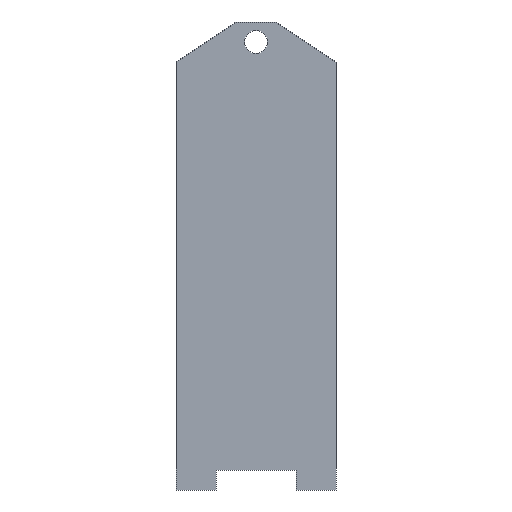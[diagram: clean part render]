
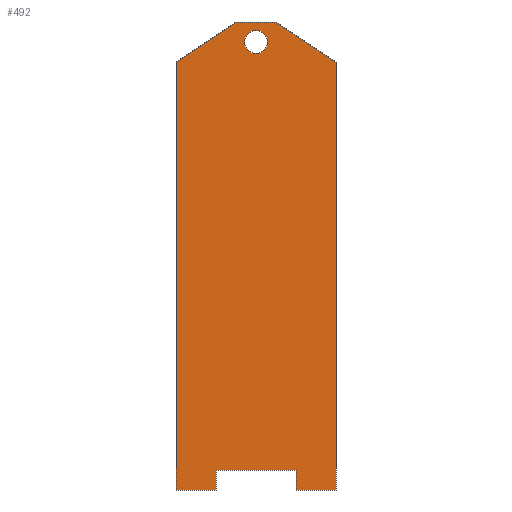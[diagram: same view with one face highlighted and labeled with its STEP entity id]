
A CAD part, left-side view. The second image highlights one B-rep face of the part: STEP entity #492.
In plain terms, the highlighted planar face has unit normal (-1, 0, 0).
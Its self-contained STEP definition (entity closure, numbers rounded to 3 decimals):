
#36=CARTESIAN_POINT('Line Origine',(-2.,-25.4,-1.588)) ;
#40=CARTESIAN_POINT('Vertex',(-2.,-25.4,0.)) ;
#42=CARTESIAN_POINT('Vertex',(-2.,-25.4,-3.175)) ;
#76=CARTESIAN_POINT('Line Origine',(-2.,-22.225,-3.175)) ;
#80=CARTESIAN_POINT('Vertex',(-2.,-19.05,-3.175)) ;
#107=CARTESIAN_POINT('Line Origine',(-2.,-19.05,-1.588)) ;
#111=CARTESIAN_POINT('Vertex',(-2.,-19.05,0.)) ;
#138=CARTESIAN_POINT('Line Origine',(-2.,-12.7,0.)) ;
#142=CARTESIAN_POINT('Vertex',(-2.,-6.35,0.)) ;
#169=CARTESIAN_POINT('Line Origine',(-2.,-6.35,-1.588)) ;
#173=CARTESIAN_POINT('Vertex',(-2.,-6.35,-3.175)) ;
#195=CARTESIAN_POINT('Line Origine',(-2.,-3.175,-3.175)) ;
#199=CARTESIAN_POINT('Vertex',(-2.,0.,-3.175)) ;
#226=CARTESIAN_POINT('Line Origine',(-2.,0.,-1.588)) ;
#230=CARTESIAN_POINT('Vertex',(-2.,0.,0.)) ;
#252=CARTESIAN_POINT('Line Origine',(-2.,0.,32.385)) ;
#256=CARTESIAN_POINT('Vertex',(-2.,0.,64.77)) ;
#283=CARTESIAN_POINT('Line Origine',(-2.,-4.763,67.945)) ;
#287=CARTESIAN_POINT('Vertex',(-2.,-9.525,71.12)) ;
#314=CARTESIAN_POINT('Line Origine',(-2.,-12.7,71.12)) ;
#318=CARTESIAN_POINT('Vertex',(-2.,-15.875,71.12)) ;
#345=CARTESIAN_POINT('Line Origine',(-2.,-20.638,67.945)) ;
#349=CARTESIAN_POINT('Vertex',(-2.,-25.4,64.77)) ;
#371=CARTESIAN_POINT('Line Origine',(-2.,-25.4,32.385)) ;
#399=CARTESIAN_POINT('Vertex',(-2.,-14.529,67.945)) ;
#413=CARTESIAN_POINT('Vertex',(-2.,-10.871,67.945)) ;
#416=CARTESIAN_POINT('Axis2P3D Location',(-2.,-12.7,67.945)) ;
#433=CARTESIAN_POINT('Axis2P3D Location',(-2.,-12.7,67.945)) ;
#469=CARTESIAN_POINT('Axis2P3D Location',(-2.,0.,0.)) ;
#38=VECTOR('Line Direction',#37,1.) ;
#78=VECTOR('Line Direction',#77,1.) ;
#109=VECTOR('Line Direction',#108,1.) ;
#140=VECTOR('Line Direction',#139,1.) ;
#171=VECTOR('Line Direction',#170,1.) ;
#197=VECTOR('Line Direction',#196,1.) ;
#228=VECTOR('Line Direction',#227,1.) ;
#254=VECTOR('Line Direction',#253,1.) ;
#285=VECTOR('Line Direction',#284,1.) ;
#316=VECTOR('Line Direction',#315,1.) ;
#347=VECTOR('Line Direction',#346,1.) ;
#373=VECTOR('Line Direction',#372,1.) ;
#37=DIRECTION('Vector Direction',(0.,0.,-1.)) ;
#77=DIRECTION('Vector Direction',(0.,1.,0.)) ;
#108=DIRECTION('Vector Direction',(0.,0.,1.)) ;
#139=DIRECTION('Vector Direction',(0.,1.,0.)) ;
#170=DIRECTION('Vector Direction',(0.,0.,1.)) ;
#196=DIRECTION('Vector Direction',(0.,-1.,0.)) ;
#227=DIRECTION('Vector Direction',(0.,0.,-1.)) ;
#253=DIRECTION('Vector Direction',(0.,0.,-1.)) ;
#284=DIRECTION('Vector Direction',(0.,0.832,-0.555)) ;
#315=DIRECTION('Vector Direction',(0.,1.,0.)) ;
#346=DIRECTION('Vector Direction',(0.,-0.832,-0.555)) ;
#372=DIRECTION('Vector Direction',(0.,0.,1.)) ;
#417=DIRECTION('Axis2P3D Direction',(1.,0.,0.)) ;
#434=DIRECTION('Axis2P3D Direction',(1.,0.,0.)) ;
#470=DIRECTION('Axis2P3D Direction',(1.,0.,0.)) ;
#471=DIRECTION('Axis2P3D XDirection',(0.,1.,0.)) ;
#418=AXIS2_PLACEMENT_3D('Circle Axis2P3D',#416,#417,$) ;
#435=AXIS2_PLACEMENT_3D('Circle Axis2P3D',#433,#434,$) ;
#472=AXIS2_PLACEMENT_3D('Plane Axis2P3D',#469,#470,#471) ;
#39=LINE('Line',#36,#38) ;
#79=LINE('Line',#76,#78) ;
#110=LINE('Line',#107,#109) ;
#141=LINE('Line',#138,#140) ;
#172=LINE('Line',#169,#171) ;
#198=LINE('Line',#195,#197) ;
#229=LINE('Line',#226,#228) ;
#255=LINE('Line',#252,#254) ;
#286=LINE('Line',#283,#285) ;
#317=LINE('Line',#314,#316) ;
#348=LINE('Line',#345,#347) ;
#374=LINE('Line',#371,#373) ;
#419=CIRCLE('generated circle',#418,1.829) ;
#436=CIRCLE('generated circle',#435,1.829) ;
#473=PLANE('',#472) ;
#491=FACE_BOUND('',#488,.T.) ;
#44=EDGE_CURVE('',#41,#43,#39,.T.) ;
#82=EDGE_CURVE('',#43,#81,#79,.T.) ;
#113=EDGE_CURVE('',#81,#112,#110,.T.) ;
#144=EDGE_CURVE('',#112,#143,#141,.T.) ;
#175=EDGE_CURVE('',#143,#174,#172,.F.) ;
#201=EDGE_CURVE('',#174,#200,#198,.F.) ;
#232=EDGE_CURVE('',#200,#231,#229,.F.) ;
#258=EDGE_CURVE('',#231,#257,#255,.F.) ;
#289=EDGE_CURVE('',#257,#288,#286,.F.) ;
#320=EDGE_CURVE('',#288,#319,#317,.F.) ;
#351=EDGE_CURVE('',#319,#350,#348,.T.) ;
#375=EDGE_CURVE('',#350,#41,#374,.F.) ;
#420=EDGE_CURVE('',#400,#414,#419,.T.) ;
#437=EDGE_CURVE('',#414,#400,#436,.T.) ;
#475=ORIENTED_EDGE('',*,*,#375,.F.) ;
#476=ORIENTED_EDGE('',*,*,#351,.F.) ;
#477=ORIENTED_EDGE('',*,*,#320,.F.) ;
#478=ORIENTED_EDGE('',*,*,#289,.F.) ;
#479=ORIENTED_EDGE('',*,*,#258,.F.) ;
#480=ORIENTED_EDGE('',*,*,#232,.F.) ;
#481=ORIENTED_EDGE('',*,*,#201,.F.) ;
#482=ORIENTED_EDGE('',*,*,#175,.F.) ;
#483=ORIENTED_EDGE('',*,*,#144,.F.) ;
#484=ORIENTED_EDGE('',*,*,#113,.F.) ;
#485=ORIENTED_EDGE('',*,*,#82,.F.) ;
#486=ORIENTED_EDGE('',*,*,#44,.F.) ;
#489=ORIENTED_EDGE('',*,*,#437,.T.) ;
#490=ORIENTED_EDGE('',*,*,#420,.T.) ;
#474=EDGE_LOOP('',(#475,#476,#477,#478,#479,#480,#481,#482,#483,#484,#485,#486)) ;
#488=EDGE_LOOP('',(#489,#490)) ;
#41=VERTEX_POINT('',#40) ;
#43=VERTEX_POINT('',#42) ;
#81=VERTEX_POINT('',#80) ;
#112=VERTEX_POINT('',#111) ;
#143=VERTEX_POINT('',#142) ;
#174=VERTEX_POINT('',#173) ;
#200=VERTEX_POINT('',#199) ;
#231=VERTEX_POINT('',#230) ;
#257=VERTEX_POINT('',#256) ;
#288=VERTEX_POINT('',#287) ;
#319=VERTEX_POINT('',#318) ;
#350=VERTEX_POINT('',#349) ;
#400=VERTEX_POINT('',#399) ;
#414=VERTEX_POINT('',#413) ;
#492=ADVANCED_FACE('PartBody',(#487,#491),#473,.F.) ;
#487=FACE_OUTER_BOUND('',#474,.T.) ;
